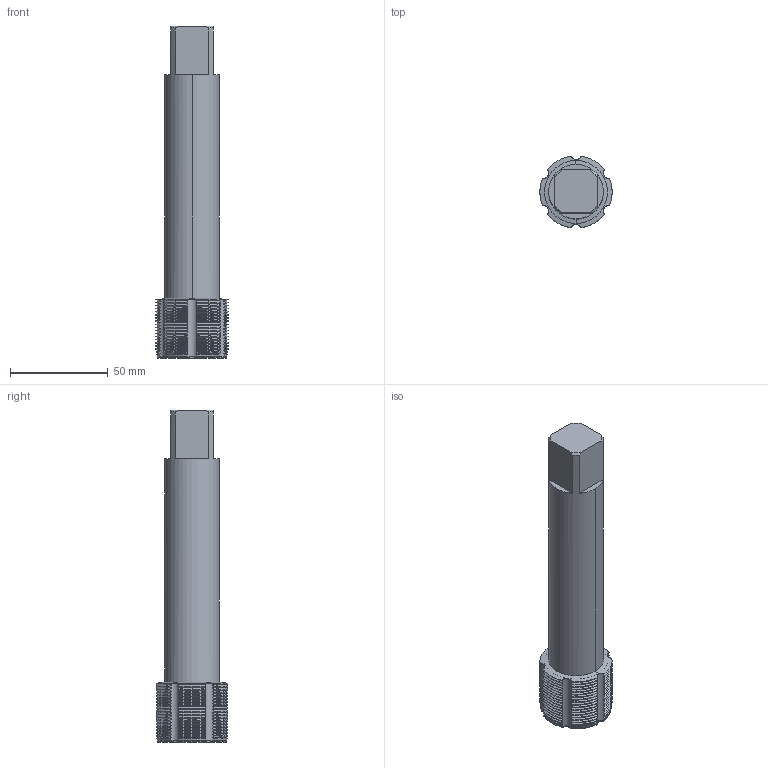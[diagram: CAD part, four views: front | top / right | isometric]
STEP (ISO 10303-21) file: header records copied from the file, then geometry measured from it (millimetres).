
FILE_DESCRIPTION(('no description'),'unknown implementation level');
FILE_NAME('solidn1M_1v44F336eIwAR5CkWZ47UXo_1.STP',' ',('CIM GmbH Aachen'),('CADClick - KiM GmbH - www.kimweb.de'),'unknown preprocess','ACIS','unknown authorization');
FILE_SCHEMA(('automotive_design'));
Length unit declared in the file: millimetre
Products named in the file (2): 1; 2
Bounding box: 37 x 36.62 x 170 mm (x, y, z)
Volume: 112760.7 mm3; surface area: 25403.8 mm2
Topology: 2 solids, 2 shells, 641 faces, 1827 edges, 1190 vertices
Faces by surface type: cone 332, cylinder 280, plane 17, torus 12
Entity records: 59574 total; most frequent: CARTESIAN_POINT 23051, STYLED_ITEM 3660, PRESENTATION_STYLE_ASSIGNMENT 3660, COLOUR_RGB 3660, ORIENTED_EDGE 3654, DIRECTION 3269, EDGE_CURVE 1827, CURVE_STYLE 1827
